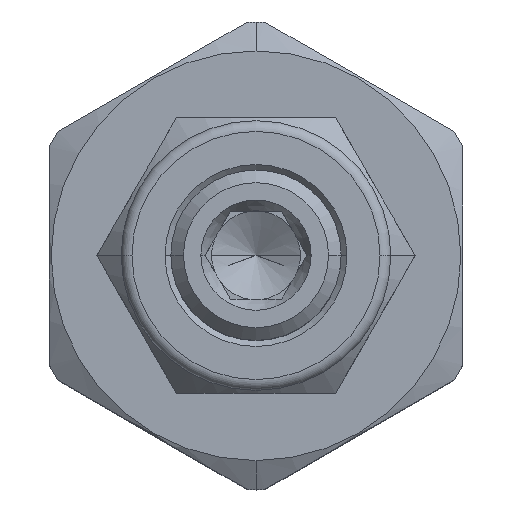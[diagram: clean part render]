
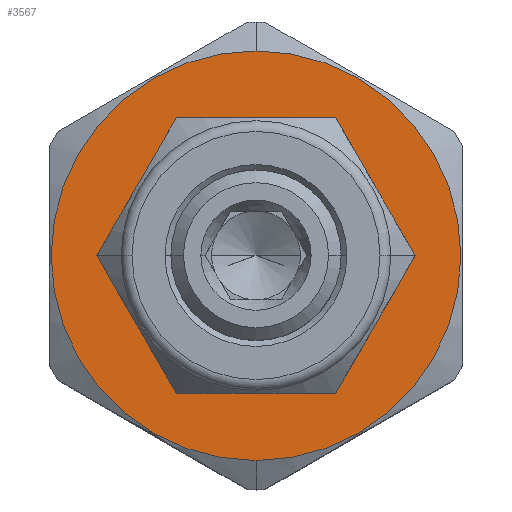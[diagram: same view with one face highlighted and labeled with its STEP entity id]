
A CAD part, top view. The second image highlights one B-rep face of the part: STEP entity #3567.
In plain terms, the highlighted planar face has unit normal (0, 0, 1).
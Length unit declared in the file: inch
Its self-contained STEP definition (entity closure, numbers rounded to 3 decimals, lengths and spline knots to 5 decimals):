
#112=CARTESIAN_POINT('',(0.,0.,2.026));
#113=DIRECTION('',(0.,0.,1.));
#114=DIRECTION('',(0.,-1.,0.));
#115=AXIS2_PLACEMENT_3D('',#112,#113,#114);
#117=CARTESIAN_POINT('',(0.,0.,2.026));
#118=DIRECTION('',(0.,0.,1.));
#119=DIRECTION('',(0.,1.,0.));
#120=AXIS2_PLACEMENT_3D('',#117,#118,#119);
#122=CARTESIAN_POINT('',(0.,0.,2.026));
#123=DIRECTION('',(0.,0.,1.));
#124=DIRECTION('',(-1.,0.,0.));
#125=AXIS2_PLACEMENT_3D('',#122,#123,#124);
#127=CARTESIAN_POINT('',(0.,0.,2.026));
#128=DIRECTION('',(0.,0.,1.));
#129=DIRECTION('',(1.,0.,0.));
#130=AXIS2_PLACEMENT_3D('',#127,#128,#129);
#3121=CARTESIAN_POINT('',(0.,-0.3715,2.026));
#3122=CARTESIAN_POINT('',(0.,0.3715,2.026));
#3123=VERTEX_POINT('',#3121);
#3124=VERTEX_POINT('',#3122);
#3349=CARTESIAN_POINT('',(-0.245,0.,2.026));
#3350=CARTESIAN_POINT('',(0.245,0.,2.026));
#3351=VERTEX_POINT('',#3349);
#3352=VERTEX_POINT('',#3350);
#3551=CARTESIAN_POINT('',(0.,0.,2.026));
#3552=DIRECTION('',(0.,0.,1.));
#3553=DIRECTION('',(0.,1.,0.));
#3554=AXIS2_PLACEMENT_3D('',#3551,#3552,#3553);
#3555=PLANE('',#3554);
#3557=ORIENTED_EDGE('',*,*,#3556,.F.);
#3559=ORIENTED_EDGE('',*,*,#3558,.F.);
#3560=EDGE_LOOP('',(#3557,#3559));
#3561=FACE_OUTER_BOUND('',#3560,.F.);
#3563=ORIENTED_EDGE('',*,*,#3562,.T.);
#3564=ORIENTED_EDGE('',*,*,#3541,.T.);
#3565=EDGE_LOOP('',(#3563,#3564));
#3566=FACE_BOUND('',#3565,.F.);
#3567=ADVANCED_FACE('',(#3561,#3566),#3555,.T.);
#116=CIRCLE('',#115,0.3715);
#121=CIRCLE('',#120,0.3715);
#126=CIRCLE('',#125,0.245);
#131=CIRCLE('',#130,0.245);
#3541=EDGE_CURVE('',#3352,#3351,#131,.T.);
#3556=EDGE_CURVE('',#3123,#3124,#116,.T.);
#3558=EDGE_CURVE('',#3124,#3123,#121,.T.);
#3562=EDGE_CURVE('',#3351,#3352,#126,.T.);
